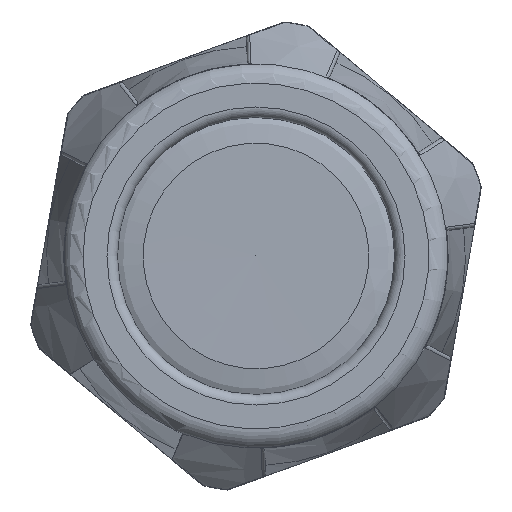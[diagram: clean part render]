
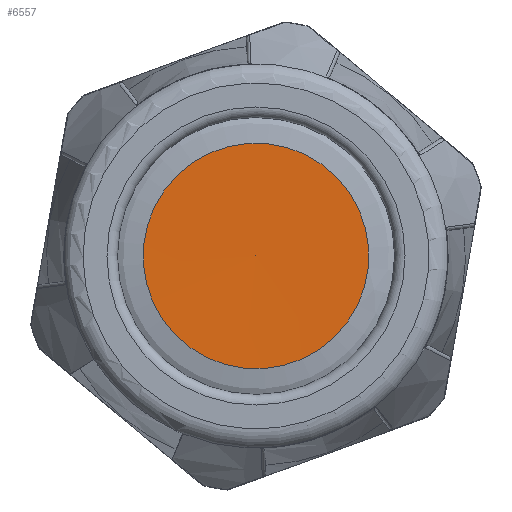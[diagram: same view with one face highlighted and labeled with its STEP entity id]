
A CAD part, left-side view. The second image highlights one B-rep face of the part: STEP entity #6557.
In plain terms, the highlighted conical face has half-angle 89.714 degrees and reference radius 16.1 mm.
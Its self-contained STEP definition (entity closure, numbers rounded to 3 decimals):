
#251=CONICAL_SURFACE('',#7358,16.1,89.714);
#1679=FACE_OUTER_BOUND('',#2092,.T.);
#2092=EDGE_LOOP('',(#6141));
#2501=CIRCLE('',#7356,16.1);
#3292=VERTEX_POINT('',#16644);
#4243=EDGE_CURVE('',#3292,#3292,#2501,.T.);
#6141=ORIENTED_EDGE('',*,*,#4243,.T.);
#6557=ADVANCED_FACE('',(#1679),#251,.F.);
#7356=AXIS2_PLACEMENT_3D('',#16645,#9240,#9241);
#7358=AXIS2_PLACEMENT_3D('',#16648,#9244,#9245);
#9240=DIRECTION('center_axis',(-1.,0.,0.));
#9241=DIRECTION('ref_axis',(0.,0.,1.));
#9244=DIRECTION('center_axis',(-1.,0.,0.));
#9245=DIRECTION('ref_axis',(0.,1.,0.));
#16644=CARTESIAN_POINT('',(-4.47,16.1,0.));
#16645=CARTESIAN_POINT('Origin',(-4.47,0.,0.));
#16648=CARTESIAN_POINT('Origin',(-4.47,0.,0.));
